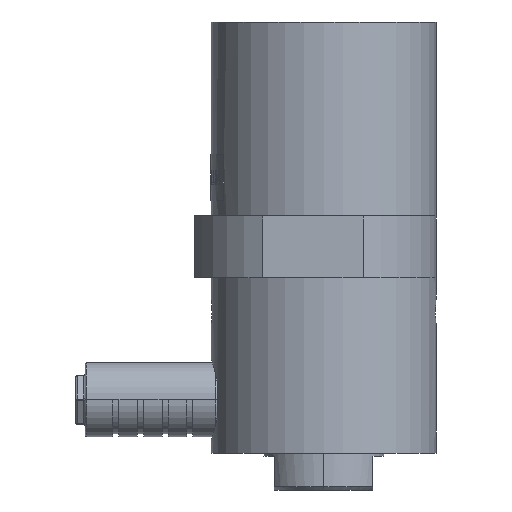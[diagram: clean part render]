
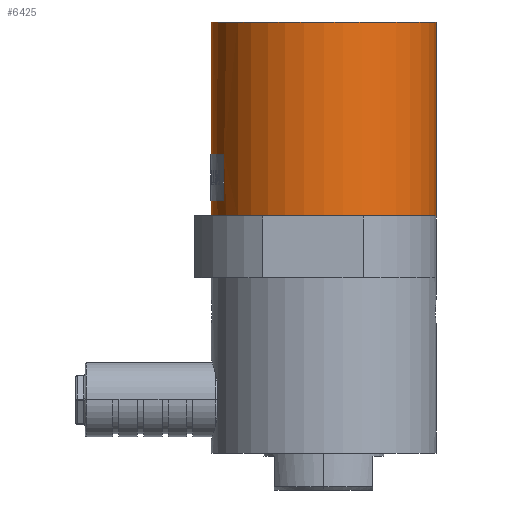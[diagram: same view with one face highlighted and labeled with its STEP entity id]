
A CAD part, left-side view. The second image highlights one B-rep face of the part: STEP entity #6425.
In plain terms, the highlighted cylindrical face has radius 36.5 mm (diameter 73 mm), a partial arc.
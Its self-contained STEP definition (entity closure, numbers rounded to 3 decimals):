
#28 = VECTOR ( 'NONE', #2409, 1000. ) ;
#35 = CARTESIAN_POINT ( 'NONE',  ( 0., 0., -140. ) ) ;
#52 = ORIENTED_EDGE ( 'NONE', *, *, #4452, .F. ) ;
#100 = ORIENTED_EDGE ( 'NONE', *, *, #6310, .F. ) ;
#152 = DIRECTION ( 'NONE',  ( 0., 0., -1. ) ) ;
#166 = CARTESIAN_POINT ( 'NONE',  ( 0., -36.5, 0. ) ) ;
#258 = EDGE_CURVE ( 'NONE', #6116, #1916, #4032, .T. ) ;
#266 = VERTEX_POINT ( 'NONE', #4450 ) ;
#271 = CARTESIAN_POINT ( 'NONE',  ( -16.51, 32.553, -58. ) ) ;
#292 = CARTESIAN_POINT ( 'NONE',  ( -16.837, 32.385, -57.5 ) ) ;
#319 = CARTESIAN_POINT ( 'NONE',  ( -16.625, 32.494, -57.946 ) ) ;
#556 = CARTESIAN_POINT ( 'NONE',  ( -16.789, 32.41, -43.238 ) ) ;
#558 = CIRCLE ( 'NONE', #851, 36.5 ) ;
#618 = DIRECTION ( 'NONE',  ( 0., 0., 1. ) ) ;
#693 = DIRECTION ( 'NONE',  ( 0., 0., 1. ) ) ;
#726 = VERTEX_POINT ( 'NONE', #1063 ) ;
#851 = AXIS2_PLACEMENT_3D ( 'NONE', #1334, #1378, #1309 ) ;
#923 = EDGE_CURVE ( 'NONE', #726, #3824, #6476, .T. ) ;
#951 = VECTOR ( 'NONE', #4791, 1000. ) ;
#984 = CARTESIAN_POINT ( 'NONE',  ( -16.392, 32.612, -43. ) ) ;
#988 = B_SPLINE_CURVE_WITH_KNOTS ( 'NONE', 3,
 ( #984, #4037, #3600, #556, #5571, #2476 ),
 .UNSPECIFIED., .F., .F.,
 ( 4, 2, 4 ),
 ( 0., 0., 0.001 ),
 .UNSPECIFIED. ) ;
#994 = DIRECTION ( 'NONE',  ( 0., 1., 0. ) ) ;
#1063 = CARTESIAN_POINT ( 'NONE',  ( -16.837, 32.385, -57.5 ) ) ;
#1298 = AXIS2_PLACEMENT_3D ( 'NONE', #4148, #152, #6165 ) ;
#1309 = DIRECTION ( 'NONE',  ( 0., 1., 0. ) ) ;
#1334 = CARTESIAN_POINT ( 'NONE',  ( 0., 0., -58. ) ) ;
#1355 = LINE ( 'NONE', #2688, #4349 ) ;
#1378 = DIRECTION ( 'NONE',  ( 0., 0., -1. ) ) ;
#1380 = ORIENTED_EDGE ( 'NONE', *, *, #4110, .F. ) ;
#1402 = ORIENTED_EDGE ( 'NONE', *, *, #923, .T. ) ;
#1527 = CIRCLE ( 'NONE', #1298, 36.5 ) ;
#1698 = AXIS2_PLACEMENT_3D ( 'NONE', #3389, #3459, #3893 ) ;
#1708 = ORIENTED_EDGE ( 'NONE', *, *, #3152, .F. ) ;
#1728 = CARTESIAN_POINT ( 'NONE',  ( -16.392, 32.612, -58. ) ) ;
#1741 = LINE ( 'NONE', #2619, #2624 ) ;
#1891 = EDGE_CURVE ( 'NONE', #4750, #6085, #3383, .T. ) ;
#1898 = AXIS2_PLACEMENT_3D ( 'NONE', #6042, #1923, #994 ) ;
#1916 = VERTEX_POINT ( 'NONE', #2940 ) ;
#1923 = DIRECTION ( 'NONE',  ( 0., 0., -1. ) ) ;
#1974 = CIRCLE ( 'NONE', #1898, 36.5 ) ;
#2061 = EDGE_CURVE ( 'NONE', #3973, #2675, #988, .T. ) ;
#2194 = CIRCLE ( 'NONE', #2203, 36.5 ) ;
#2203 = AXIS2_PLACEMENT_3D ( 'NONE', #5786, #2769, #4288 ) ;
#2350 = VERTEX_POINT ( 'NONE', #5825 ) ;
#2409 = DIRECTION ( 'NONE',  ( 0., 0., 1. ) ) ;
#2448 = FACE_OUTER_BOUND ( 'NONE', #6154, .T. ) ;
#2476 = CARTESIAN_POINT ( 'NONE',  ( -16.837, 32.385, -43.5 ) ) ;
#2619 = CARTESIAN_POINT ( 'NONE',  ( 0., -36.5, -140. ) ) ;
#2623 = ORIENTED_EDGE ( 'NONE', *, *, #1891, .T. ) ;
#2624 = VECTOR ( 'NONE', #618, 1000. ) ;
#2675 = VERTEX_POINT ( 'NONE', #2939 ) ;
#2688 = CARTESIAN_POINT ( 'NONE',  ( 0., 36.5, -140. ) ) ;
#2769 = DIRECTION ( 'NONE',  ( 0., 0., -1. ) ) ;
#2939 = CARTESIAN_POINT ( 'NONE',  ( -16.837, 32.385, -43.5 ) ) ;
#2940 = CARTESIAN_POINT ( 'NONE',  ( 0., 36.5, -58. ) ) ;
#3094 = CYLINDRICAL_SURFACE ( 'NONE', #5168, 36.5 ) ;
#3152 = EDGE_CURVE ( 'NONE', #3973, #2350, #1527, .T. ) ;
#3198 = CARTESIAN_POINT ( 'NONE',  ( 0., 36.5, -63. ) ) ;
#3351 = CARTESIAN_POINT ( 'NONE',  ( -16.789, 32.41, -57.761 ) ) ;
#3383 = CIRCLE ( 'NONE', #1698, 36.5 ) ;
#3389 = CARTESIAN_POINT ( 'NONE',  ( 0., 0., 0. ) ) ;
#3459 = DIRECTION ( 'NONE',  ( 0., 0., -1. ) ) ;
#3463 = EDGE_CURVE ( 'NONE', #266, #4750, #1741, .T. ) ;
#3512 = CARTESIAN_POINT ( 'NONE',  ( -16.392, 32.612, -58. ) ) ;
#3600 = CARTESIAN_POINT ( 'NONE',  ( -16.625, 32.494, -43.054 ) ) ;
#3670 = LINE ( 'NONE', #3813, #951 ) ;
#3724 = VERTEX_POINT ( 'NONE', #6473 ) ;
#3813 = CARTESIAN_POINT ( 'NONE',  ( -16.837, 32.385, -58. ) ) ;
#3824 = VERTEX_POINT ( 'NONE', #3512 ) ;
#3893 = DIRECTION ( 'NONE',  ( 0., 1., 0. ) ) ;
#3973 = VERTEX_POINT ( 'NONE', #4686 ) ;
#4032 = LINE ( 'NONE', #5426, #28 ) ;
#4037 = CARTESIAN_POINT ( 'NONE',  ( -16.51, 32.553, -43. ) ) ;
#4110 = EDGE_CURVE ( 'NONE', #2350, #6085, #1355, .T. ) ;
#4148 = CARTESIAN_POINT ( 'NONE',  ( 0., 0., -43. ) ) ;
#4150 = ORIENTED_EDGE ( 'NONE', *, *, #258, .F. ) ;
#4202 = ORIENTED_EDGE ( 'NONE', *, *, #6356, .T. ) ;
#4288 = DIRECTION ( 'NONE',  ( 0., 1., 0. ) ) ;
#4329 = CARTESIAN_POINT ( 'NONE',  ( -16.837, 32.385, -57.632 ) ) ;
#4349 = VECTOR ( 'NONE', #693, 1000. ) ;
#4450 = CARTESIAN_POINT ( 'NONE',  ( 0., -36.5, -63. ) ) ;
#4452 = EDGE_CURVE ( 'NONE', #726, #2675, #3670, .T. ) ;
#4653 = EDGE_CURVE ( 'NONE', #266, #3724, #1974, .T. ) ;
#4686 = CARTESIAN_POINT ( 'NONE',  ( -16.392, 32.612, -43. ) ) ;
#4750 = VERTEX_POINT ( 'NONE', #166 ) ;
#4791 = DIRECTION ( 'NONE',  ( 0., 0., 1. ) ) ;
#4835 = ORIENTED_EDGE ( 'NONE', *, *, #3463, .T. ) ;
#5016 = DIRECTION ( 'NONE',  ( 0., 0., 1. ) ) ;
#5065 = ORIENTED_EDGE ( 'NONE', *, *, #4653, .F. ) ;
#5168 = AXIS2_PLACEMENT_3D ( 'NONE', #35, #5016, #6045 ) ;
#5426 = CARTESIAN_POINT ( 'NONE',  ( 0., 36.5, -140. ) ) ;
#5497 = ORIENTED_EDGE ( 'NONE', *, *, #2061, .T. ) ;
#5571 = CARTESIAN_POINT ( 'NONE',  ( -16.837, 32.385, -43.368 ) ) ;
#5690 = CARTESIAN_POINT ( 'NONE',  ( 0., 36.5, 0. ) ) ;
#5786 = CARTESIAN_POINT ( 'NONE',  ( 0., 0., -63. ) ) ;
#5825 = CARTESIAN_POINT ( 'NONE',  ( 0., 36.5, -43. ) ) ;
#6042 = CARTESIAN_POINT ( 'NONE',  ( 0., 0., -63. ) ) ;
#6045 = DIRECTION ( 'NONE',  ( 0., -1., 0. ) ) ;
#6085 = VERTEX_POINT ( 'NONE', #5690 ) ;
#6116 = VERTEX_POINT ( 'NONE', #3198 ) ;
#6154 = EDGE_LOOP ( 'NONE', ( #4150, #100, #5065, #4835, #2623, #1380, #1708, #5497, #52, #1402, #4202 ) ) ;
#6165 = DIRECTION ( 'NONE',  ( 0., 1., 0. ) ) ;
#6310 = EDGE_CURVE ( 'NONE', #3724, #6116, #2194, .T. ) ;
#6356 = EDGE_CURVE ( 'NONE', #3824, #1916, #558, .T. ) ;
#6425 = ADVANCED_FACE ( 'NONE', ( #2448 ), #3094, .T. ) ;
#6473 = CARTESIAN_POINT ( 'NONE',  ( -36.5, 0., -63. ) ) ;
#6476 = B_SPLINE_CURVE_WITH_KNOTS ( 'NONE', 3,
 ( #292, #4329, #3351, #319, #271, #1728 ),
 .UNSPECIFIED., .F., .F.,
 ( 4, 2, 4 ),
 ( 0., 0., 0.001 ),
 .UNSPECIFIED. ) ;
